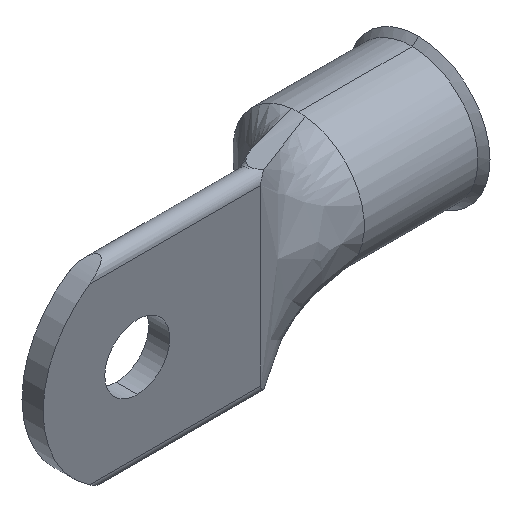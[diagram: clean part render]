
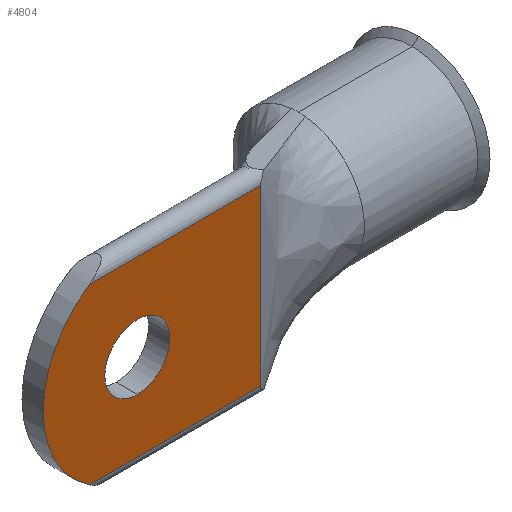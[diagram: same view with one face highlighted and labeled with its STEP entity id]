
A CAD part, isometric view. The second image highlights one B-rep face of the part: STEP entity #4804.
In plain terms, the highlighted planar face has unit normal (0, -1, 0).
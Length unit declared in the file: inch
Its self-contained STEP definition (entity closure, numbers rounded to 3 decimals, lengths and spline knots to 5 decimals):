
#59 = CARTESIAN_POINT ( 'NONE',  ( -0.09, -0.065, 0.2 ) ) ;
#94 = ORIENTED_EDGE ( 'NONE', *, *, #2028, .T. ) ;
#225 = VERTEX_POINT ( 'NONE', #1969 ) ;
#319 = CIRCLE ( 'NONE', #4886, 0.2 ) ;
#534 = ORIENTED_EDGE ( 'NONE', *, *, #2251, .F. ) ;
#594 = EDGE_CURVE ( 'NONE', #3497, #1754, #2232, .T. ) ;
#614 = DIRECTION ( 'NONE',  ( -1., 0., 0. ) ) ;
#617 = ORIENTED_EDGE ( 'NONE', *, *, #2452, .F. ) ;
#737 = CARTESIAN_POINT ( 'NONE',  ( -0.02598, -0.065, -0.535 ) ) ;
#851 = AXIS2_PLACEMENT_3D ( 'NONE', #3093, #4679, #2698 ) ;
#856 = DIRECTION ( 'NONE',  ( 0., -1., 0. ) ) ;
#883 = DIRECTION ( 'NONE',  ( 0., 0., 1. ) ) ;
#963 = EDGE_CURVE ( 'NONE', #225, #3675, #2500, .T. ) ;
#1051 = EDGE_LOOP ( 'NONE', ( #1358, #3238, #2074, #94 ) ) ;
#1103 = PLANE ( 'NONE',  #851 ) ;
#1309 = CARTESIAN_POINT ( 'NONE',  ( -0.09, -0.065, 0. ) ) ;
#1358 = ORIENTED_EDGE ( 'NONE', *, *, #594, .T. ) ;
#1458 = CARTESIAN_POINT ( 'NONE',  ( 0.67, -0.065, 0.535 ) ) ;
#1493 = FACE_OUTER_BOUND ( 'NONE', #1051, .T. ) ;
#1500 = CARTESIAN_POINT ( 'NONE',  ( -0.3845, -0.065, 0.535 ) ) ;
#1501 = DIRECTION ( 'NONE',  ( 0., -1., 0. ) ) ;
#1754 = VERTEX_POINT ( 'NONE', #2974 ) ;
#1969 = CARTESIAN_POINT ( 'NONE',  ( 0.67, -0.065, -0.535 ) ) ;
#1978 = CIRCLE ( 'NONE', #2817, 0.2 ) ;
#2028 = EDGE_CURVE ( 'NONE', #3675, #3497, #4294, .T. ) ;
#2030 = CARTESIAN_POINT ( 'NONE',  ( -0.09, -0.065, 0. ) ) ;
#2074 = ORIENTED_EDGE ( 'NONE', *, *, #963, .T. ) ;
#2232 = CIRCLE ( 'NONE', #4733, 0.64402 ) ;
#2251 = EDGE_CURVE ( 'NONE', #3230, #3875, #1978, .T. ) ;
#2452 = EDGE_CURVE ( 'NONE', #3875, #3230, #319, .T. ) ;
#2500 = LINE ( 'NONE', #4433, #4971 ) ;
#2594 = DIRECTION ( 'NONE',  ( 0., -1., 0. ) ) ;
#2621 = DIRECTION ( 'NONE',  ( 0., 0., -1. ) ) ;
#2698 = DIRECTION ( 'NONE',  ( 0., 0., -1. ) ) ;
#2749 = LINE ( 'NONE', #737, #3728 ) ;
#2768 = EDGE_CURVE ( 'NONE', #1754, #225, #2749, .T. ) ;
#2817 = AXIS2_PLACEMENT_3D ( 'NONE', #2030, #856, #3630 ) ;
#2842 = EDGE_LOOP ( 'NONE', ( #534, #617 ) ) ;
#2974 = CARTESIAN_POINT ( 'NONE',  ( -0.3845, -0.065, -0.535 ) ) ;
#3093 = CARTESIAN_POINT ( 'NONE',  ( -0.02598, -0.065, 0. ) ) ;
#3128 = CARTESIAN_POINT ( 'NONE',  ( -0.02598, -0.065, 0. ) ) ;
#3230 = VERTEX_POINT ( 'NONE', #59 ) ;
#3238 = ORIENTED_EDGE ( 'NONE', *, *, #2768, .T. ) ;
#3423 = CARTESIAN_POINT ( 'NONE',  ( -0.3845, -0.065, 0.535 ) ) ;
#3485 = FACE_BOUND ( 'NONE', #2842, .T. ) ;
#3497 = VERTEX_POINT ( 'NONE', #3423 ) ;
#3630 = DIRECTION ( 'NONE',  ( 0., 0., -1. ) ) ;
#3675 = VERTEX_POINT ( 'NONE', #1458 ) ;
#3728 = VECTOR ( 'NONE', #4673, 39.37008 ) ;
#3875 = VERTEX_POINT ( 'NONE', #4336 ) ;
#4224 = VECTOR ( 'NONE', #614, 39.37008 ) ;
#4294 = LINE ( 'NONE', #1500, #4224 ) ;
#4321 = DIRECTION ( 'NONE',  ( 0., 0., -1. ) ) ;
#4336 = CARTESIAN_POINT ( 'NONE',  ( -0.09, -0.065, -0.2 ) ) ;
#4433 = CARTESIAN_POINT ( 'NONE',  ( 0.67, -0.065, 0. ) ) ;
#4673 = DIRECTION ( 'NONE',  ( 1., 0., 0. ) ) ;
#4679 = DIRECTION ( 'NONE',  ( 0., -1., 0. ) ) ;
#4733 = AXIS2_PLACEMENT_3D ( 'NONE', #3128, #1501, #4321 ) ;
#4804 = ADVANCED_FACE ( 'NONE', ( #3485, #1493 ), #1103, .T. ) ;
#4886 = AXIS2_PLACEMENT_3D ( 'NONE', #1309, #2594, #2621 ) ;
#4971 = VECTOR ( 'NONE', #883, 39.37008 ) ;
